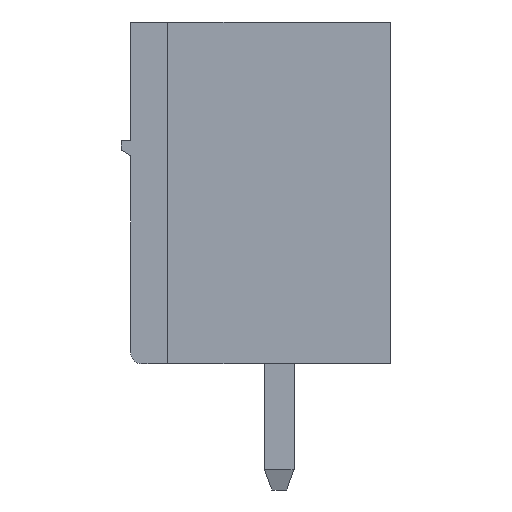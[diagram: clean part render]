
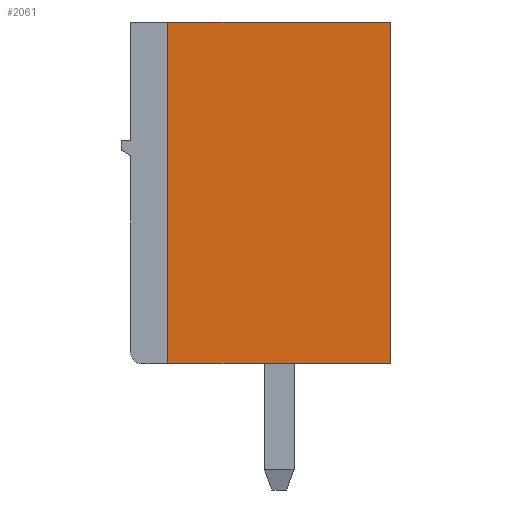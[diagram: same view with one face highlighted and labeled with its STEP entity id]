
A CAD part, left-side view. The second image highlights one B-rep face of the part: STEP entity #2061.
In plain terms, the highlighted planar face has unit normal (-1, 0, 0).
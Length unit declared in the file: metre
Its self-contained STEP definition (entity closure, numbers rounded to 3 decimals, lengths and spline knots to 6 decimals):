
#2061=ADVANCED_FACE('',(#4239),#4240,.F.);
#4239=FACE_OUTER_BOUND('',#6443,.T.);
#4240=PLANE('',#6444);
#6443=EDGE_LOOP('',(#12533,#12534,#12535,#12536));
#6444=AXIS2_PLACEMENT_3D('',#12537,#12538,#12539);
#12533=ORIENTED_EDGE('',*,*,#13172,.F.);
#12534=ORIENTED_EDGE('',*,*,#12897,.F.);
#12535=ORIENTED_EDGE('',*,*,#15214,.T.);
#12536=ORIENTED_EDGE('',*,*,#13238,.T.);
#12537=CARTESIAN_POINT('',(-1.091827,0.00386,0.000933));
#12538=DIRECTION('',(1.0,0.,0.));
#12539=DIRECTION('',(0.0,0.,1.0));
#12897=EDGE_CURVE('',#15376,#15371,#15378,.T.);
#13172=EDGE_CURVE('',#15371,#15926,#15927,.T.);
#13238=EDGE_CURVE('',#16040,#15926,#16041,.T.);
#15214=EDGE_CURVE('',#15376,#16040,#18773,.T.);
#15371=VERTEX_POINT('',#18972);
#15376=VERTEX_POINT('',#18980);
#15378=LINE('',#18983,#18984);
#15926=VERTEX_POINT('',#19752);
#15927=LINE('',#19753,#19754);
#16040=VERTEX_POINT('',#19929);
#16041=LINE('',#19930,#19931);
#18773=LINE('',#23926,#23927);
#18972=CARTESIAN_POINT('',(-1.091827,0.00386,0.000933));
#18980=CARTESIAN_POINT('',(-1.091827,0.00986,0.000933));
#18983=CARTESIAN_POINT('',(-1.091827,0.00386,0.000933));
#18984=VECTOR('',#24088,1.0);
#19752=CARTESIAN_POINT('',(-1.091827,0.00386,-0.008267));
#19753=CARTESIAN_POINT('',(-1.091827,0.00386,0.000933));
#19754=VECTOR('',#24468,1.0);
#19929=CARTESIAN_POINT('',(-1.091827,0.00986,-0.008267));
#19930=CARTESIAN_POINT('',(-1.091827,0.00386,-0.008267));
#19931=VECTOR('',#24537,1.0);
#23926=CARTESIAN_POINT('',(-1.091827,0.00986,0.000933));
#23927=VECTOR('',#26023,1.0);
#24088=DIRECTION('',(0.,-1.0,0.));
#24468=DIRECTION('',(0.,0.,-1.0));
#24537=DIRECTION('',(0.,-1.0,0.));
#26023=DIRECTION('',(0.,0.,-1.0));
